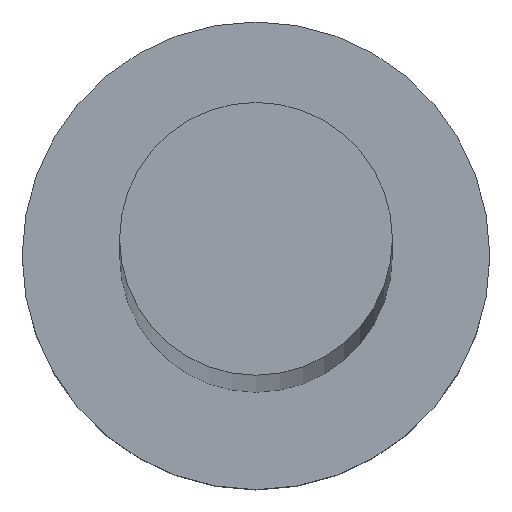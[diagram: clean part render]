
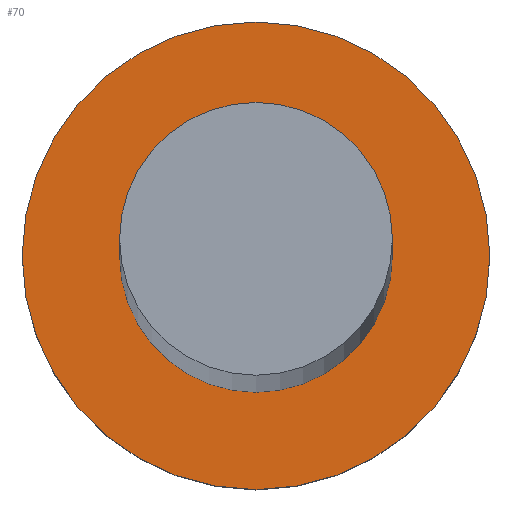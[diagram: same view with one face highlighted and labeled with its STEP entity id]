
A CAD part, top view. The second image highlights one B-rep face of the part: STEP entity #70.
In plain terms, the highlighted planar face has unit normal (0, 0, 1).
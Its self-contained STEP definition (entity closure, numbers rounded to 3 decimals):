
#1 = AXIS2_PLACEMENT_3D ( 'NONE', #160, #8, #98 ) ;
#5 = CARTESIAN_POINT ( 'NONE',  ( 0., 0., 5. ) ) ;
#6 = AXIS2_PLACEMENT_3D ( 'NONE', #250, #166, #47 ) ;
#8 = DIRECTION ( 'NONE',  ( 0., 0., 1. ) ) ;
#12 = ORIENTED_EDGE ( 'NONE', *, *, #182, .F. ) ;
#18 = ORIENTED_EDGE ( 'NONE', *, *, #39, .T. ) ;
#23 = AXIS2_PLACEMENT_3D ( 'NONE', #5, #75, #151 ) ;
#39 = EDGE_CURVE ( 'NONE', #43, #46, #143, .T. ) ;
#43 = VERTEX_POINT ( 'NONE', #83 ) ;
#46 = VERTEX_POINT ( 'NONE', #205 ) ;
#47 = DIRECTION ( 'NONE',  ( 1., 0., 0. ) ) ;
#67 = AXIS2_PLACEMENT_3D ( 'NONE', #208, #246, #249 ) ;
#68 = EDGE_LOOP ( 'NONE', ( #94, #12 ) ) ;
#70 = ADVANCED_FACE ( 'NONE', ( #175, #134 ), #170, .T. ) ;
#75 = DIRECTION ( 'NONE',  ( 0., 0., 1. ) ) ;
#83 = CARTESIAN_POINT ( 'NONE',  ( 6., 0., 5. ) ) ;
#94 = ORIENTED_EDGE ( 'NONE', *, *, #145, .F. ) ;
#98 = DIRECTION ( 'NONE',  ( 1., 0., 0. ) ) ;
#106 = EDGE_CURVE ( 'NONE', #46, #43, #158, .T. ) ;
#107 = ORIENTED_EDGE ( 'NONE', *, *, #106, .T. ) ;
#111 = DIRECTION ( 'NONE',  ( 1., 0., 0. ) ) ;
#131 = CARTESIAN_POINT ( 'NONE',  ( -3.5, 0., 5. ) ) ;
#134 = FACE_OUTER_BOUND ( 'NONE', #243, .T. ) ;
#140 = CIRCLE ( 'NONE', #23, 3.5 ) ;
#143 = CIRCLE ( 'NONE', #1, 6. ) ;
#145 = EDGE_CURVE ( 'NONE', #186, #242, #140, .T. ) ;
#151 = DIRECTION ( 'NONE',  ( 1., 0., 0. ) ) ;
#157 = CARTESIAN_POINT ( 'NONE',  ( 0., 0., 5. ) ) ;
#158 = CIRCLE ( 'NONE', #6, 6. ) ;
#160 = CARTESIAN_POINT ( 'NONE',  ( 0., 0., 5. ) ) ;
#166 = DIRECTION ( 'NONE',  ( 0., 0., 1. ) ) ;
#168 = CARTESIAN_POINT ( 'NONE',  ( 3.5, 0., 5. ) ) ;
#170 = PLANE ( 'NONE',  #67 ) ;
#172 = AXIS2_PLACEMENT_3D ( 'NONE', #157, #222, #111 ) ;
#175 = FACE_BOUND ( 'NONE', #68, .T. ) ;
#182 = EDGE_CURVE ( 'NONE', #242, #186, #218, .T. ) ;
#186 = VERTEX_POINT ( 'NONE', #131 ) ;
#205 = CARTESIAN_POINT ( 'NONE',  ( -6., 0., 5. ) ) ;
#208 = CARTESIAN_POINT ( 'NONE',  ( 0., 0., 5. ) ) ;
#218 = CIRCLE ( 'NONE', #172, 3.5 ) ;
#222 = DIRECTION ( 'NONE',  ( 0., 0., 1. ) ) ;
#242 = VERTEX_POINT ( 'NONE', #168 ) ;
#243 = EDGE_LOOP ( 'NONE', ( #107, #18 ) ) ;
#246 = DIRECTION ( 'NONE',  ( 0., 0., 1. ) ) ;
#249 = DIRECTION ( 'NONE',  ( 1., 0., 0. ) ) ;
#250 = CARTESIAN_POINT ( 'NONE',  ( 0., 0., 5. ) ) ;
